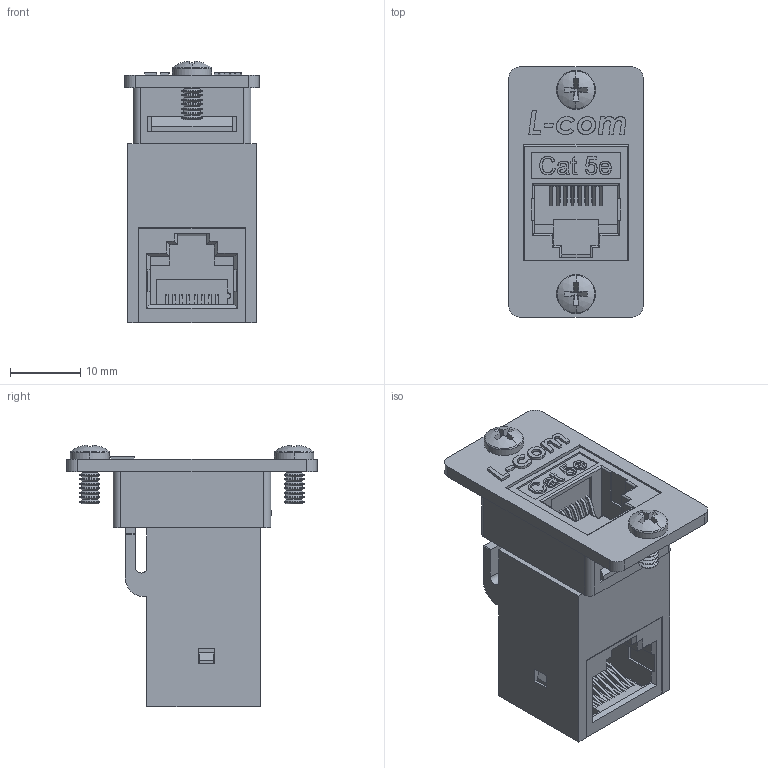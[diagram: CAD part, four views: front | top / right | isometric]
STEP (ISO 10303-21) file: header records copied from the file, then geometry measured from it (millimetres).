
FILE_DESCRIPTION (( 'STEP AP203' ), '1' );
FILE_NAME ('ECF504-R5E.STEP', '2012-05-17T19:28:14', ( 'x' ), ( 'Microsoft' ), 'SwSTEP 2.0', 'SolidWorks 2010', '' );
FILE_SCHEMA (( 'CONFIG_CONTROL_DESIGN' ));
Products named in the file (16): 1BC01-009; ECF504-R5E; 1AG01-008_with L-com logo; ECF-SK; TDG1026KC-R5E_with L-com logo; TDG1026KC-R5E-MA2_with L-com logo; TDG1026KC-R5E-MA3_??; 1AG01-051_??; 1AG02-001_??; 1AG02-002_??; TDG1026KC-R5E-MA4_??; 1AG01-052_??; 1AG02-003; 1AG02-004_??; 1AG01-010_with L-com logo; 1AJ02-046_default
Assembly tree (28 placements, depth 5):
  ECF504-R5E
    1AJ02-046_default  x2
    TDG1026KC-R5E_with L-com logo
      1AG01-010_with L-com logo
      TDG1026KC-R5E-MA2_with L-com logo
        1AG01-008_with L-com logo
        TDG1026KC-R5E-MA3_??
          1AG02-001_??  x4
          1AG01-051_??
          1AG02-002_??  x4
        1BC01-009
        TDG1026KC-R5E-MA4_??
          1AG02-004_??  x4
          1AG02-003  x4
          1AG01-052_??
    ECF-SK
Bounding box: 19.05 x 35.56 x 37.18 mm (x, y, z)
Volume: 6861.1 mm3; surface area: 11569.6 mm2
Topology: 24 solids, 24 shells, 1491 faces, 3866 edges, 2486 vertices
Faces by surface type: plane 950, cylinder 232, bspline 221, cone 80, torus 4, sphere 4
Entity records: 54144 total; most frequent: CARTESIAN_POINT 24458, ORIENTED_EDGE 6144, DIRECTION 4884, EDGE_CURVE 3072, LINE 2264, VECTOR 2264, VERTEX_POINT 2014, AXIS2_PLACEMENT_3D 1310
